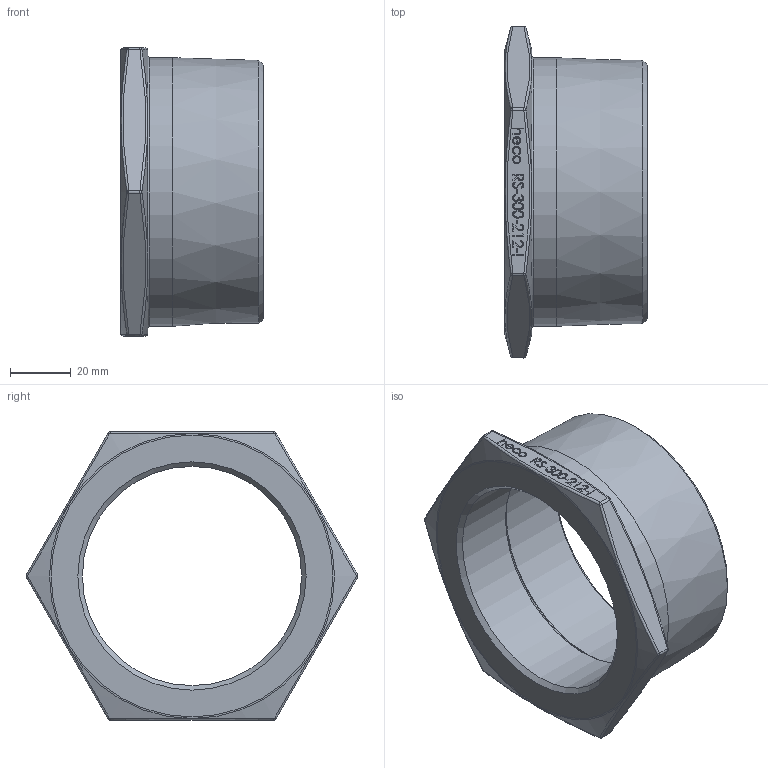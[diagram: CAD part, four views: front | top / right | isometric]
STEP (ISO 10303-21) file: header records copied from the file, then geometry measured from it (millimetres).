
FILE_DESCRIPTION (( 'STEP AP214' ), '1' );
FILE_NAME ('RS-300-212-I 2401.STEP', '2024-01-17T10:31:31', ( '' ), ( '' ), 'SwSTEP 2.0', 'SolidWorks 2019', '' );
FILE_SCHEMA (( 'AUTOMOTIVE_DESIGN' ));
Length unit declared in the file: millimetre
Products named in the file (1): RS-300-212-I 2401
Bounding box: 47 x 109.38 x 95 mm (x, y, z)
Volume: 96052.6 mm3; surface area: 30123.2 mm2
Topology: 1 solids, 1 shells, 236 faces, 607 edges, 395 vertices
Faces by surface type: bspline 123, plane 93, cylinder 9, cone 6, torus 5
Full cylindrical faces by diameter (mm): 72.226 x1, 75.584 x1, 88.459 x1
Entity records: 15100 total; most frequent: CARTESIAN_POINT 8314, ORIENTED_EDGE 1172, DIRECTION 608, EDGE_CURVE 586, VERTEX_POINT 388, LINE 300, VECTOR 300, EDGE_LOOP 274
